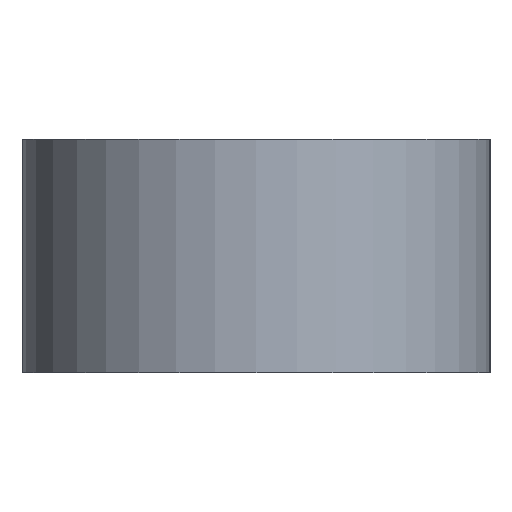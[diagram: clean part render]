
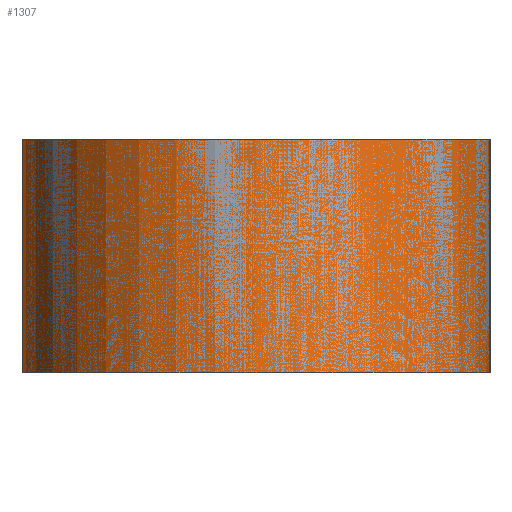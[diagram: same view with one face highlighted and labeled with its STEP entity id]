
A CAD part, left-side view. The second image highlights one B-rep face of the part: STEP entity #1307.
In plain terms, the highlighted cylindrical face has radius 4 mm (diameter 8 mm), a partial arc.
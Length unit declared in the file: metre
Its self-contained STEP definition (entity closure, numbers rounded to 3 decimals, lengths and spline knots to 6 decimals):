
#1307 = ADVANCED_FACE( '', ( #3418 ), #3419, .T. );
#3418 = FACE_OUTER_BOUND( '', #5620, .T. );
#3419 = CYLINDRICAL_SURFACE( '', #5621, 0.004 );
#5620 = EDGE_LOOP( '', ( #8841, #8842, #8843, #8844 ) );
#5621 = AXIS2_PLACEMENT_3D( '', #8845, #8846, #8847 );
#8841 = ORIENTED_EDGE( '', *, *, #9477, .T. );
#8842 = ORIENTED_EDGE( '', *, *, #9195, .T. );
#8843 = ORIENTED_EDGE( '', *, *, #10092, .F. );
#8844 = ORIENTED_EDGE( '', *, *, #10156, .F. );
#8845 = CARTESIAN_POINT( '', ( 0.004, 0., -0.0125 ) );
#8846 = DIRECTION( '', ( 0., 0., -1. ) );
#8847 = DIRECTION( '', ( 1., 0., 0. ) );
#9195 = EDGE_CURVE( '', #10561, #10565, #10567, .T. );
#9477 = EDGE_CURVE( '', #11056, #10561, #11058, .F. );
#10092 = EDGE_CURVE( '', #12023, #10565, #12025, .F. );
#10156 = EDGE_CURVE( '', #11056, #12023, #12108, .T. );
#10561 = VERTEX_POINT( '', #12560 );
#10565 = VERTEX_POINT( '', #12566 );
#10567 = LINE( '', #12569, #12570 );
#11056 = VERTEX_POINT( '', #13094 );
#11058 = CIRCLE( '', #13097, 0.004 );
#12023 = VERTEX_POINT( '', #14140 );
#12025 = CIRCLE( '', #14143, 0.004 );
#12108 = LINE( '', #14234, #14235 );
#12560 = CARTESIAN_POINT( '', ( 0.004, -0.004, -0.002 ) );
#12566 = CARTESIAN_POINT( '', ( 0.004, -0.004, 0.002 ) );
#12569 = CARTESIAN_POINT( '', ( 0.004, -0.004, -0.0125 ) );
#12570 = VECTOR( '', #14716, 1. );
#13094 = CARTESIAN_POINT( '', ( 0.004, 0.004, -0.002 ) );
#13097 = AXIS2_PLACEMENT_3D( '', #15311, #15312, #15313 );
#14140 = CARTESIAN_POINT( '', ( 0.004, 0.004, 0.002 ) );
#14143 = AXIS2_PLACEMENT_3D( '', #16365, #16366, #16367 );
#14234 = CARTESIAN_POINT( '', ( 0.004, 0.004, -0.0125 ) );
#14235 = VECTOR( '', #16433, 1. );
#14716 = DIRECTION( '', ( 0., 0., 1. ) );
#15311 = CARTESIAN_POINT( '', ( 0.004, 0., -0.002 ) );
#15312 = DIRECTION( '', ( 0., 0., -1. ) );
#15313 = DIRECTION( '', ( -1., 0., 0. ) );
#16365 = CARTESIAN_POINT( '', ( 0.004, 0., 0.002 ) );
#16366 = DIRECTION( '', ( 0., 0., -1. ) );
#16367 = DIRECTION( '', ( -1., 0., 0. ) );
#16433 = DIRECTION( '', ( 0., 0., 1. ) );
